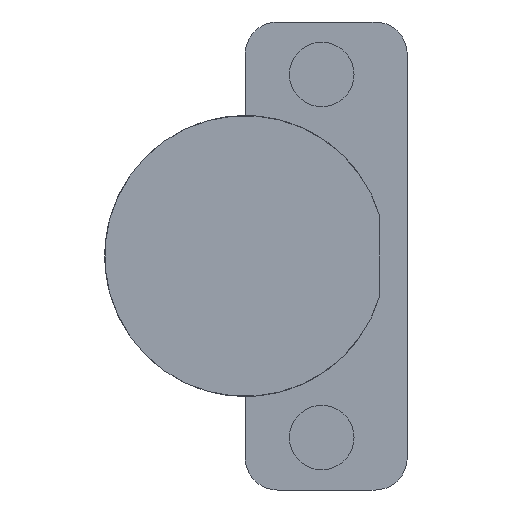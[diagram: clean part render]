
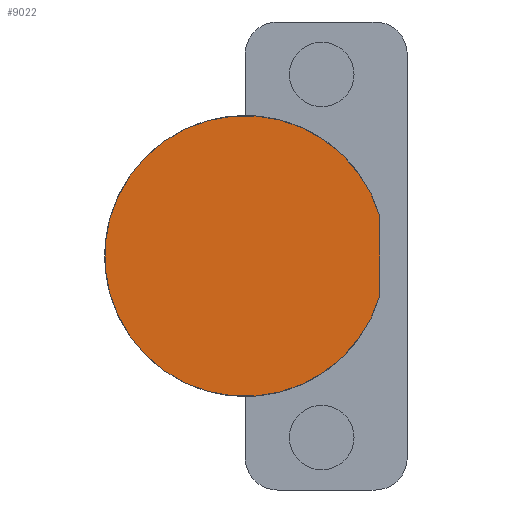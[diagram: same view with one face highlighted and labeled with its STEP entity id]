
A CAD part, front view. The second image highlights one B-rep face of the part: STEP entity #9022.
In plain terms, the highlighted planar face has unit normal (0, -1, 0).
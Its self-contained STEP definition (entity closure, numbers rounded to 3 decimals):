
#4000=DIRECTION('',(0.,0.,-1.));
#4001=VECTOR('',#4000,9.771);
#4002=CARTESIAN_POINT('',(39.082,-11.2,4.886));
#4003=LINE('',#4002,#4001);
#4007=CARTESIAN_POINT('',(22.382,-11.2,0.));
#4008=DIRECTION('',(0.,1.,0.));
#4009=DIRECTION('',(0.96,0.,-0.281));
#4010=AXIS2_PLACEMENT_3D('',#4007,#4008,#4009);
#5856=CARTESIAN_POINT('',(39.082,-11.2,4.886));
#5857=CARTESIAN_POINT('',(39.082,-11.2,-4.886));
#5858=VERTEX_POINT('',#5856);
#5859=VERTEX_POINT('',#5857);
#9013=CARTESIAN_POINT('',(22.382,-11.2,0.));
#9014=DIRECTION('',(0.,1.,0.));
#9015=DIRECTION('',(1.,0.,0.));
#9016=AXIS2_PLACEMENT_3D('',#9013,#9014,#9015);
#9017=PLANE('',#9016);
#9018=ORIENTED_EDGE('',*,*,#9005,.T.);
#9019=ORIENTED_EDGE('',*,*,#8946,.T.);
#9020=EDGE_LOOP('',(#9018,#9019));
#9021=FACE_OUTER_BOUND('',#9020,.F.);
#4011=CIRCLE('',#4010,17.4);
#8946=EDGE_CURVE('',#5859,#5858,#4011,.T.);
#9005=EDGE_CURVE('',#5858,#5859,#4003,.T.);
#9022=ADVANCED_FACE('',(#9021),#9017,.F.);
